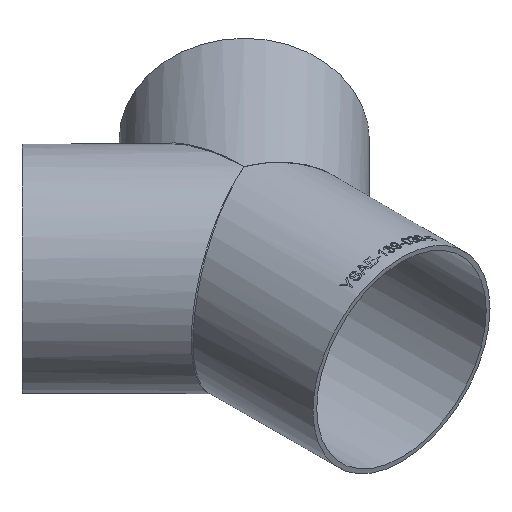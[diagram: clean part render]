
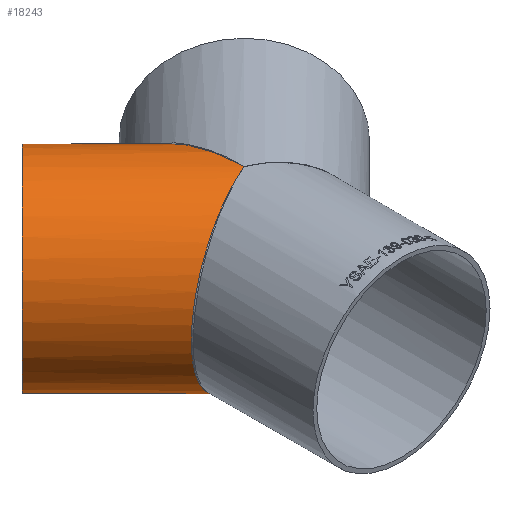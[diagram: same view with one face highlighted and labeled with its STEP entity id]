
A CAD part, isometric view. The second image highlights one B-rep face of the part: STEP entity #18243.
In plain terms, the highlighted cylindrical face has radius 69.85 mm (diameter 139.7 mm), a full revolution.
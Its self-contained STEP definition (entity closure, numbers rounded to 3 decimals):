
#439 = ORIENTED_EDGE ( 'NONE', *, *, #14310, .T. ) ;
#1269 = CARTESIAN_POINT ( 'NONE',  ( -137.073, 38.29, 0. ) ) ;
#1957 = DIRECTION ( 'NONE',  ( -0.707, -0.707, 0. ) ) ;
#2776 = CARTESIAN_POINT ( 'NONE',  ( -1.98, 199.546, 69.85 ) ) ;
#4402 = DIRECTION ( 'NONE',  ( -0.707, -0.707, 0. ) ) ;
#4813 = CARTESIAN_POINT ( 'NONE',  ( -140.52, -57.046, -69.85 ) ) ;
#4951 = CARTESIAN_POINT ( 'NONE',  ( -140.52, -57.046, 69.85 ) ) ;
#6513 = EDGE_LOOP ( 'NONE', ( #9497, #439 ) ) ;
#9425 = AXIS2_PLACEMENT_3D ( 'NONE', #25619, #21189, #4402 ) ;
#9497 = ORIENTED_EDGE ( 'NONE', *, *, #15460, .T. ) ;
#10010 = AXIS2_PLACEMENT_3D ( 'NONE', #16874, #19118, #1957 ) ;
#10072 = VERTEX_POINT ( 'NONE', #18215 ) ;
#10392 = EDGE_LOOP ( 'NONE', ( #10800 ) ) ;
#10800 = ORIENTED_EDGE ( 'NONE', *, *, #13253, .F. ) ;
#10896 = CARTESIAN_POINT ( 'NONE',  ( 0., 0., -69.85 ) ) ;
#11198 = CARTESIAN_POINT ( 'NONE',  ( -1.98, 199.546, -69.85 ) ) ;
#12718 = CYLINDRICAL_SURFACE ( 'NONE', #9425, 69.85 ) ;
#13253 = EDGE_CURVE ( 'NONE', #18440, #18440, #14859, .T. ) ;
#14310 = EDGE_CURVE ( 'NONE', #26297, #10072, #16980, .T. ) ;
#14859 = CIRCLE ( 'NONE', #10010, 69.85 ) ;
#15460 = EDGE_CURVE ( 'NONE', #10072, #26297, #23748, .T. ) ;
#15770 = CARTESIAN_POINT ( 'NONE',  ( 0., 0., 69.85 ) ) ;
#16857 = FACE_OUTER_BOUND ( 'NONE', #6513, .T. ) ;
#16874 = CARTESIAN_POINT ( 'NONE',  ( -87.681, 87.681, 0. ) ) ;
#16980 =( BOUNDED_CURVE ( )  B_SPLINE_CURVE ( 3, ( #10896, #4813, #4951, #17833 ),
 .UNSPECIFIED., .F., .T. ) 
 B_SPLINE_CURVE_WITH_KNOTS ( ( 4, 4 ),
 ( 4.712, 7.854 ),
 .UNSPECIFIED. ) 
 CURVE ( )  GEOMETRIC_REPRESENTATION_ITEM ( )  RATIONAL_B_SPLINE_CURVE ( ( 1., 0.333, 0.333, 1. ) ) 
 REPRESENTATION_ITEM ( '' )  );
#17723 = CARTESIAN_POINT ( 'NONE',  ( 0., 0., -69.85 ) ) ;
#17833 = CARTESIAN_POINT ( 'NONE',  ( 0., 0., 69.85 ) ) ;
#18215 = CARTESIAN_POINT ( 'NONE',  ( 0., 0., 69.85 ) ) ;
#18243 = ADVANCED_FACE ( 'NONE', ( #16857, #25349 ), #12718, .T. ) ;
#18440 = VERTEX_POINT ( 'NONE', #1269 ) ;
#19118 = DIRECTION ( 'NONE',  ( -0.707, 0.707, 0. ) ) ;
#21071 = CARTESIAN_POINT ( 'NONE',  ( 0., 0., -69.85 ) ) ;
#21189 = DIRECTION ( 'NONE',  ( -0.707, 0.707, 0. ) ) ;
#23748 =( BOUNDED_CURVE ( )  B_SPLINE_CURVE ( 3, ( #15770, #2776, #11198, #17723 ),
 .UNSPECIFIED., .F., .T. ) 
 B_SPLINE_CURVE_WITH_KNOTS ( ( 4, 4 ),
 ( 1.571, 4.712 ),
 .UNSPECIFIED. ) 
 CURVE ( )  GEOMETRIC_REPRESENTATION_ITEM ( )  RATIONAL_B_SPLINE_CURVE ( ( 1., 0.333, 0.333, 1. ) ) 
 REPRESENTATION_ITEM ( '' )  );
#25349 = FACE_OUTER_BOUND ( 'NONE', #10392, .T. ) ;
#25619 = CARTESIAN_POINT ( 'NONE',  ( 54.401, -54.401, 0. ) ) ;
#26297 = VERTEX_POINT ( 'NONE', #21071 ) ;
